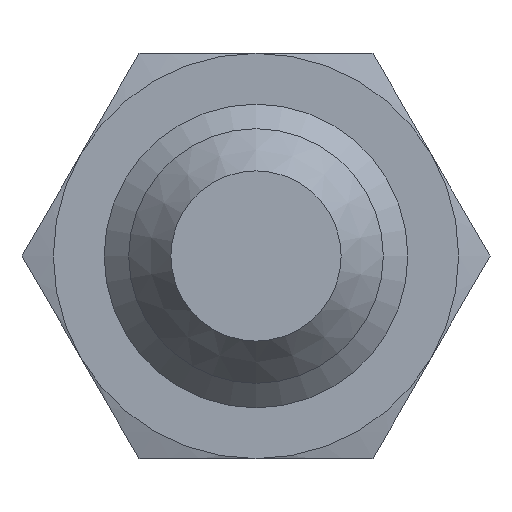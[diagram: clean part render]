
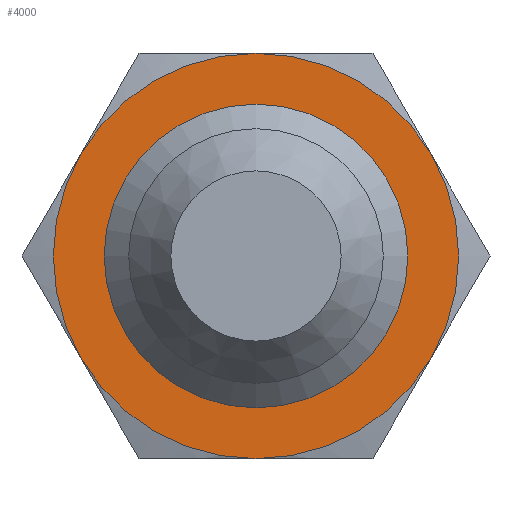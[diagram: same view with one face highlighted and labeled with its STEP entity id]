
A CAD part, left-side view. The second image highlights one B-rep face of the part: STEP entity #4000.
In plain terms, the highlighted planar face has unit normal (-1, 0, 0).
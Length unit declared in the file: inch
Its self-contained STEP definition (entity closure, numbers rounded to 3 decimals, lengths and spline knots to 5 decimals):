
#2989=CARTESIAN_POINT('',(0.,0.,0.375));
#2990=VERTEX_POINT('',#2989);
#3279=CARTESIAN_POINT('',(0.0,0.,0.2395));
#3280=VERTEX_POINT('',#3279);
#3281=CARTESIAN_POINT('',(0.0,0.,0.));
#3282=DIRECTION('',(-1.0,0.0,0.0));
#3283=DIRECTION('',(0.0,0.0,-1.0));
#3284=AXIS2_PLACEMENT_3D('',#3281,#3282,#3283);
#3285=CIRCLE('',#3284,0.2395);
#3286=EDGE_CURVE('',#3280,#3280,#3285,.T.);
#3634=CARTESIAN_POINT('',(0.,0.32476,0.1875));
#3635=VERTEX_POINT('',#3634);
#3649=CARTESIAN_POINT('',(0.0,0.0,0.0));
#3650=DIRECTION('',(-1.0,0.0,0.0));
#3651=DIRECTION('',(0.0,1.0,0.0));
#3652=AXIS2_PLACEMENT_3D('',#3649,#3650,#3651);
#3653=CIRCLE('',#3652,0.375);
#3654=EDGE_CURVE('',#2990,#3635,#3653,.T.);
#3664=CARTESIAN_POINT('',(0.,-0.32476,0.1875));
#3665=VERTEX_POINT('',#3664);
#3680=CARTESIAN_POINT('',(0.0,0.0,0.0));
#3681=DIRECTION('',(-1.0,0.0,0.0));
#3682=DIRECTION('',(0.0,1.0,0.0));
#3683=AXIS2_PLACEMENT_3D('',#3680,#3681,#3682);
#3684=CIRCLE('',#3683,0.375);
#3685=EDGE_CURVE('',#3665,#2990,#3684,.T.);
#3697=CARTESIAN_POINT('',(0.,-0.32476,-0.1875));
#3698=VERTEX_POINT('',#3697);
#3725=CARTESIAN_POINT('',(0.0,0.0,0.0));
#3726=DIRECTION('',(-1.0,0.0,0.0));
#3727=DIRECTION('',(0.0,1.0,0.0));
#3728=AXIS2_PLACEMENT_3D('',#3725,#3726,#3727);
#3729=CIRCLE('',#3728,0.375);
#3730=EDGE_CURVE('',#3698,#3665,#3729,.T.);
#3755=CARTESIAN_POINT('',(0.,0.0,-0.375));
#3756=VERTEX_POINT('',#3755);
#3757=CARTESIAN_POINT('',(0.0,0.0,0.0));
#3758=DIRECTION('',(-1.0,0.0,0.0));
#3759=DIRECTION('',(0.0,1.0,0.0));
#3760=AXIS2_PLACEMENT_3D('',#3757,#3758,#3759);
#3761=CIRCLE('',#3760,0.375);
#3762=EDGE_CURVE('',#3756,#3698,#3761,.T.);
#3800=CARTESIAN_POINT('',(0.,0.32476,-0.1875));
#3801=VERTEX_POINT('',#3800);
#3802=CARTESIAN_POINT('',(0.0,0.0,0.0));
#3803=DIRECTION('',(-1.0,0.0,0.0));
#3804=DIRECTION('',(0.0,1.0,0.0));
#3805=AXIS2_PLACEMENT_3D('',#3802,#3803,#3804);
#3806=CIRCLE('',#3805,0.375);
#3807=EDGE_CURVE('',#3801,#3756,#3806,.T.);
#3845=CARTESIAN_POINT('',(0.0,0.0,0.0));
#3846=DIRECTION('',(-1.0,0.0,0.0));
#3847=DIRECTION('',(0.0,1.0,0.0));
#3848=AXIS2_PLACEMENT_3D('',#3845,#3846,#3847);
#3849=CIRCLE('',#3848,0.375);
#3850=EDGE_CURVE('',#3635,#3801,#3849,.T.);
#3984=CARTESIAN_POINT('',(0.0,0.,0.));
#3985=DIRECTION('',(1.0,0.0,0.0));
#3986=DIRECTION('',(0.0,0.0,-1.0));
#3987=AXIS2_PLACEMENT_3D('',#3984,#3985,#3986);
#3988=PLANE('',#3987);
#3989=ORIENTED_EDGE('',*,*,#3850,.T.);
#3990=ORIENTED_EDGE('',*,*,#3807,.T.);
#3991=ORIENTED_EDGE('',*,*,#3762,.T.);
#3992=ORIENTED_EDGE('',*,*,#3730,.T.);
#3993=ORIENTED_EDGE('',*,*,#3685,.T.);
#3994=ORIENTED_EDGE('',*,*,#3654,.T.);
#3995=EDGE_LOOP('',(#3989,#3990,#3991,#3992,#3993,#3994));
#3996=FACE_OUTER_BOUND('',#3995,.T.);
#3997=ORIENTED_EDGE('',*,*,#3286,.F.);
#3998=EDGE_LOOP('',(#3997));
#3999=FACE_BOUND('',#3998,.T.);
#4000=ADVANCED_FACE('',(#3996,#3999),#3988,.F.);
